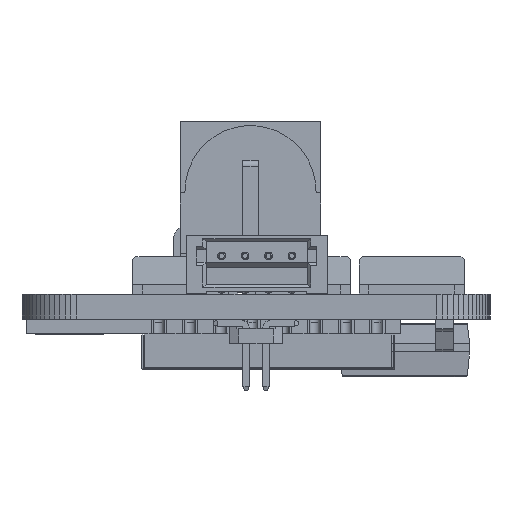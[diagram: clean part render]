
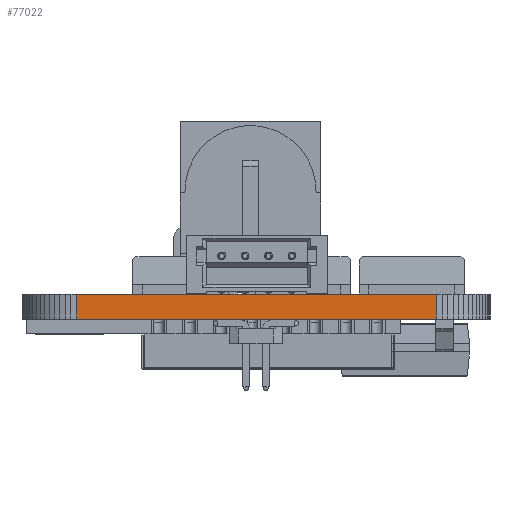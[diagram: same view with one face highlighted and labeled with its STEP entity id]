
A CAD part, front view. The second image highlights one B-rep face of the part: STEP entity #77022.
In plain terms, the highlighted planar face has unit normal (0, -1, 0).
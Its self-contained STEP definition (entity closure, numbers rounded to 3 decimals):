
#71702 = PLANE('',#71703);
#71703 = AXIS2_PLACEMENT_3D('',#71704,#71705,#71706);
#71704 = CARTESIAN_POINT('',(0.,0.,1.6)
  );
#71705 = DIRECTION('',(-0.,-0.,-1.));
#71706 = DIRECTION('',(-1.,0.,0.));
#71756 = PLANE('',#71757);
#71757 = AXIS2_PLACEMENT_3D('',#71758,#71759,#71760);
#71758 = CARTESIAN_POINT('',(0.,0.,0.)
  );
#71759 = DIRECTION('',(-0.,-0.,-1.));
#71760 = DIRECTION('',(-1.,0.,0.));
#72677 = VERTEX_POINT('',#72678);
#72678 = CARTESIAN_POINT('',(11.557,-22.5,0.));
#72692 = PLANE('',#72693);
#72693 = AXIS2_PLACEMENT_3D('',#72694,#72695,#72696);
#72694 = CARTESIAN_POINT('',(11.917,-22.474,0.));
#72695 = DIRECTION('',(0.072,-0.997,0.));
#72696 = DIRECTION('',(-0.997,-0.072,0.));
#72704 = EDGE_CURVE('',#72677,#72705,#72707,.T.);
#72705 = VERTEX_POINT('',#72706);
#72706 = CARTESIAN_POINT('',(-11.486,-22.5,0.));
#72707 = SURFACE_CURVE('',#72708,(#72712,#72719),.PCURVE_S1.);
#72708 = LINE('',#72709,#72710);
#72709 = CARTESIAN_POINT('',(11.557,-22.5,0.));
#72710 = VECTOR('',#72711,1.);
#72711 = DIRECTION('',(-1.,0.,0.));
#72712 = PCURVE('',#71756,#72713);
#72713 = DEFINITIONAL_REPRESENTATION('',(#72714),#72718);
#72714 = LINE('',#72715,#72716);
#72715 = CARTESIAN_POINT('',(-11.557,-22.5));
#72716 = VECTOR('',#72717,1.);
#72717 = DIRECTION('',(1.,0.));
#72718 = ( GEOMETRIC_REPRESENTATION_CONTEXT(2) 
PARAMETRIC_REPRESENTATION_CONTEXT() REPRESENTATION_CONTEXT('2D SPACE',''
  ) );
#72719 = PCURVE('',#72720,#72725);
#72720 = PLANE('',#72721);
#72721 = AXIS2_PLACEMENT_3D('',#72722,#72723,#72724);
#72722 = CARTESIAN_POINT('',(11.557,-22.5,0.));
#72723 = DIRECTION('',(0.,-1.,0.));
#72724 = DIRECTION('',(-1.,0.,0.));
#72725 = DEFINITIONAL_REPRESENTATION('',(#72726),#72730);
#72726 = LINE('',#72727,#72728);
#72727 = CARTESIAN_POINT('',(0.,0.));
#72728 = VECTOR('',#72729,1.);
#72729 = DIRECTION('',(1.,0.));
#72730 = ( GEOMETRIC_REPRESENTATION_CONTEXT(2) 
PARAMETRIC_REPRESENTATION_CONTEXT() REPRESENTATION_CONTEXT('2D SPACE',''
  ) );
#72748 = PLANE('',#72749);
#72749 = AXIS2_PLACEMENT_3D('',#72750,#72751,#72752);
#72750 = CARTESIAN_POINT('',(-11.486,-22.5,0.));
#72751 = DIRECTION('',(-0.052,-0.999,0.));
#72752 = DIRECTION('',(-0.999,0.052,0.));
#74494 = VERTEX_POINT('',#74495);
#74495 = CARTESIAN_POINT('',(11.557,-22.5,1.6));
#74516 = EDGE_CURVE('',#74494,#74517,#74519,.T.);
#74517 = VERTEX_POINT('',#74518);
#74518 = CARTESIAN_POINT('',(-11.486,-22.5,1.6));
#74519 = SURFACE_CURVE('',#74520,(#74524,#74531),.PCURVE_S1.);
#74520 = LINE('',#74521,#74522);
#74521 = CARTESIAN_POINT('',(11.557,-22.5,1.6));
#74522 = VECTOR('',#74523,1.);
#74523 = DIRECTION('',(-1.,0.,0.));
#74524 = PCURVE('',#71702,#74525);
#74525 = DEFINITIONAL_REPRESENTATION('',(#74526),#74530);
#74526 = LINE('',#74527,#74528);
#74527 = CARTESIAN_POINT('',(-11.557,-22.5));
#74528 = VECTOR('',#74529,1.);
#74529 = DIRECTION('',(1.,0.));
#74530 = ( GEOMETRIC_REPRESENTATION_CONTEXT(2) 
PARAMETRIC_REPRESENTATION_CONTEXT() REPRESENTATION_CONTEXT('2D SPACE',''
  ) );
#74531 = PCURVE('',#72720,#74532);
#74532 = DEFINITIONAL_REPRESENTATION('',(#74533),#74537);
#74533 = LINE('',#74534,#74535);
#74534 = CARTESIAN_POINT('',(0.,-1.6));
#74535 = VECTOR('',#74536,1.);
#74536 = DIRECTION('',(1.,0.));
#74537 = ( GEOMETRIC_REPRESENTATION_CONTEXT(2) 
PARAMETRIC_REPRESENTATION_CONTEXT() REPRESENTATION_CONTEXT('2D SPACE',''
  ) );
#76974 = EDGE_CURVE('',#72677,#74494,#76975,.T.);
#76975 = SURFACE_CURVE('',#76976,(#76980,#76987),.PCURVE_S1.);
#76976 = LINE('',#76977,#76978);
#76977 = CARTESIAN_POINT('',(11.557,-22.5,0.));
#76978 = VECTOR('',#76979,1.);
#76979 = DIRECTION('',(0.,0.,1.));
#76980 = PCURVE('',#72692,#76981);
#76981 = DEFINITIONAL_REPRESENTATION('',(#76982),#76986);
#76982 = LINE('',#76983,#76984);
#76983 = CARTESIAN_POINT('',(0.362,0.));
#76984 = VECTOR('',#76985,1.);
#76985 = DIRECTION('',(0.,-1.));
#76986 = ( GEOMETRIC_REPRESENTATION_CONTEXT(2) 
PARAMETRIC_REPRESENTATION_CONTEXT() REPRESENTATION_CONTEXT('2D SPACE',''
  ) );
#76987 = PCURVE('',#72720,#76988);
#76988 = DEFINITIONAL_REPRESENTATION('',(#76989),#76993);
#76989 = LINE('',#76990,#76991);
#76990 = CARTESIAN_POINT('',(0.,0.));
#76991 = VECTOR('',#76992,1.);
#76992 = DIRECTION('',(0.,-1.));
#76993 = ( GEOMETRIC_REPRESENTATION_CONTEXT(2) 
PARAMETRIC_REPRESENTATION_CONTEXT() REPRESENTATION_CONTEXT('2D SPACE',''
  ) );
#77022 = ADVANCED_FACE('',(#77023),#72720,.T.);
#77023 = FACE_BOUND('',#77024,.T.);
#77024 = EDGE_LOOP('',(#77025,#77026,#77027,#77048));
#77025 = ORIENTED_EDGE('',*,*,#76974,.T.);
#77026 = ORIENTED_EDGE('',*,*,#74516,.T.);
#77027 = ORIENTED_EDGE('',*,*,#77028,.F.);
#77028 = EDGE_CURVE('',#72705,#74517,#77029,.T.);
#77029 = SURFACE_CURVE('',#77030,(#77034,#77041),.PCURVE_S1.);
#77030 = LINE('',#77031,#77032);
#77031 = CARTESIAN_POINT('',(-11.486,-22.5,0.));
#77032 = VECTOR('',#77033,1.);
#77033 = DIRECTION('',(0.,0.,1.));
#77034 = PCURVE('',#72720,#77035);
#77035 = DEFINITIONAL_REPRESENTATION('',(#77036),#77040);
#77036 = LINE('',#77037,#77038);
#77037 = CARTESIAN_POINT('',(23.043,0.));
#77038 = VECTOR('',#77039,1.);
#77039 = DIRECTION('',(0.,-1.));
#77040 = ( GEOMETRIC_REPRESENTATION_CONTEXT(2) 
PARAMETRIC_REPRESENTATION_CONTEXT() REPRESENTATION_CONTEXT('2D SPACE',''
  ) );
#77041 = PCURVE('',#72748,#77042);
#77042 = DEFINITIONAL_REPRESENTATION('',(#77043),#77047);
#77043 = LINE('',#77044,#77045);
#77044 = CARTESIAN_POINT('',(0.,0.));
#77045 = VECTOR('',#77046,1.);
#77046 = DIRECTION('',(0.,-1.));
#77047 = ( GEOMETRIC_REPRESENTATION_CONTEXT(2) 
PARAMETRIC_REPRESENTATION_CONTEXT() REPRESENTATION_CONTEXT('2D SPACE',''
  ) );
#77048 = ORIENTED_EDGE('',*,*,#72704,.F.);
